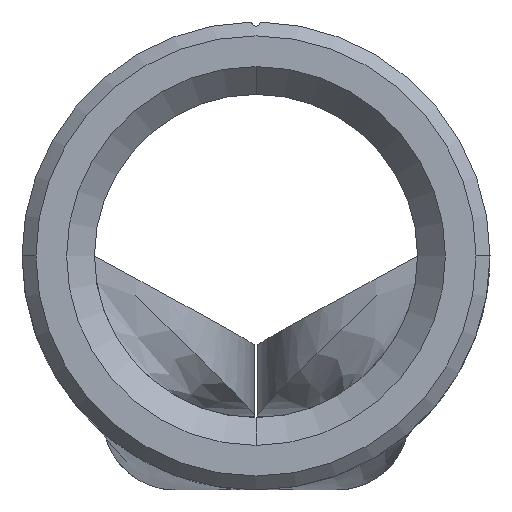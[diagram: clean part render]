
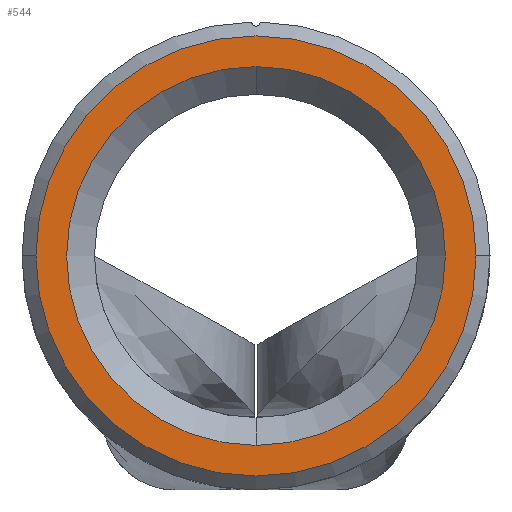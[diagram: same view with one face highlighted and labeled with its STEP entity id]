
A CAD part, front view. The second image highlights one B-rep face of the part: STEP entity #544.
In plain terms, the highlighted planar face has unit normal (0, -1, 0).
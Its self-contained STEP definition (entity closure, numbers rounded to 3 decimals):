
#2 = AXIS2_PLACEMENT_3D ( 'NONE', #3631, #2431, #5404 ) ;
#78 = CIRCLE ( 'NONE', #417, 3.4 ) ;
#142 = CARTESIAN_POINT ( 'NONE',  ( -3.95, -10., 0. ) ) ;
#193 = EDGE_CURVE ( 'NONE', #3705, #1222, #404, .T. ) ;
#317 = ORIENTED_EDGE ( 'NONE', *, *, #3446, .F. ) ;
#391 = EDGE_LOOP ( 'NONE', ( #861, #317 ) ) ;
#404 = CIRCLE ( 'NONE', #2706, 3.95 ) ;
#417 = AXIS2_PLACEMENT_3D ( 'NONE', #1112, #5240, #1448 ) ;
#422 = DIRECTION ( 'NONE',  ( -1., 0., 0. ) ) ;
#494 = AXIS2_PLACEMENT_3D ( 'NONE', #4058, #4086, #1118 ) ;
#544 = ADVANCED_FACE ( 'NONE', ( #4005, #5331 ), #1505, .F. ) ;
#595 = DIRECTION ( 'NONE',  ( -1., 0., 0. ) ) ;
#861 = ORIENTED_EDGE ( 'NONE', *, *, #193, .F. ) ;
#976 = DIRECTION ( 'NONE',  ( 0., 1., 0. ) ) ;
#985 = VERTEX_POINT ( 'NONE', #3338 ) ;
#1112 = CARTESIAN_POINT ( 'NONE',  ( 0., -10., 0. ) ) ;
#1118 = DIRECTION ( 'NONE',  ( -1., 0., 0. ) ) ;
#1222 = VERTEX_POINT ( 'NONE', #3308 ) ;
#1448 = DIRECTION ( 'NONE',  ( 0., 0., -1. ) ) ;
#1505 = PLANE ( 'NONE',  #494 ) ;
#1868 = ORIENTED_EDGE ( 'NONE', *, *, #2006, .F. ) ;
#2006 = EDGE_CURVE ( 'NONE', #2622, #985, #78, .T. ) ;
#2431 = DIRECTION ( 'NONE',  ( 0., -1., 0. ) ) ;
#2611 = CARTESIAN_POINT ( 'NONE',  ( 0., -10., 3.4 ) ) ;
#2622 = VERTEX_POINT ( 'NONE', #2611 ) ;
#2702 = CARTESIAN_POINT ( 'NONE',  ( 0., -10., 0. ) ) ;
#2706 = AXIS2_PLACEMENT_3D ( 'NONE', #2702, #4385, #595 ) ;
#3308 = CARTESIAN_POINT ( 'NONE',  ( 3.95, -10., 0. ) ) ;
#3338 = CARTESIAN_POINT ( 'NONE',  ( 0., -10., -3.4 ) ) ;
#3446 = EDGE_CURVE ( 'NONE', #1222, #3705, #5382, .T. ) ;
#3631 = CARTESIAN_POINT ( 'NONE',  ( 0., -10., 0. ) ) ;
#3705 = VERTEX_POINT ( 'NONE', #142 ) ;
#3717 = EDGE_LOOP ( 'NONE', ( #4920, #1868 ) ) ;
#4005 = FACE_BOUND ( 'NONE', #3717, .T. ) ;
#4058 = CARTESIAN_POINT ( 'NONE',  ( 2.9, -10., 0. ) ) ;
#4086 = DIRECTION ( 'NONE',  ( 0., 1., 0. ) ) ;
#4313 = AXIS2_PLACEMENT_3D ( 'NONE', #4761, #976, #422 ) ;
#4385 = DIRECTION ( 'NONE',  ( 0., 1., 0. ) ) ;
#4761 = CARTESIAN_POINT ( 'NONE',  ( 0., -10., 0. ) ) ;
#4766 = CIRCLE ( 'NONE', #2, 3.4 ) ;
#4878 = EDGE_CURVE ( 'NONE', #985, #2622, #4766, .T. ) ;
#4920 = ORIENTED_EDGE ( 'NONE', *, *, #4878, .F. ) ;
#5240 = DIRECTION ( 'NONE',  ( 0., -1., 0. ) ) ;
#5331 = FACE_OUTER_BOUND ( 'NONE', #391, .T. ) ;
#5382 = CIRCLE ( 'NONE', #4313, 3.95 ) ;
#5404 = DIRECTION ( 'NONE',  ( 0., 0., -1. ) ) ;
